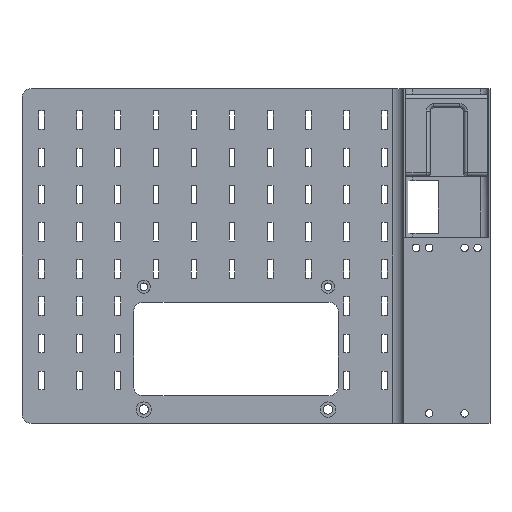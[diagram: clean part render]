
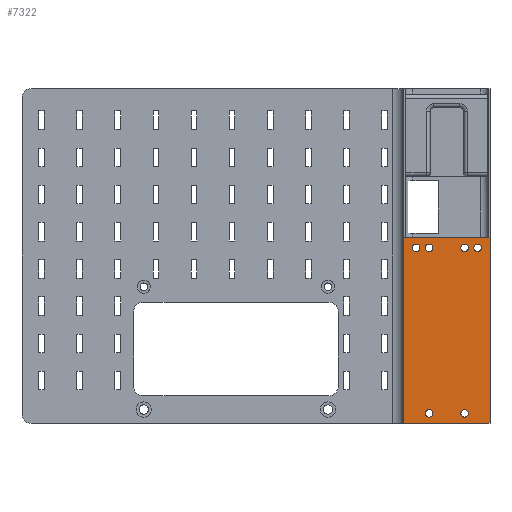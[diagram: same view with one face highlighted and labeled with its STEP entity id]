
A CAD part, front view. The second image highlights one B-rep face of the part: STEP entity #7322.
In plain terms, the highlighted planar face has unit normal (0, -1, 0).
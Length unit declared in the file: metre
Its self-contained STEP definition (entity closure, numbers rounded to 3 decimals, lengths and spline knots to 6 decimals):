
#123=CIRCLE('',#7732,0.002);
#124=CIRCLE('',#7734,0.002);
#125=CIRCLE('',#7736,0.002);
#126=CIRCLE('',#7738,0.002);
#127=CIRCLE('',#7740,0.002);
#128=CIRCLE('',#7742,0.002);
#298=ORIENTED_EDGE('',*,*,#2336,.T.);
#299=ORIENTED_EDGE('',*,*,#2329,.F.);
#300=ORIENTED_EDGE('',*,*,#2357,.F.);
#301=ORIENTED_EDGE('',*,*,#2349,.F.);
#302=ORIENTED_EDGE('',*,*,#2358,.F.);
#303=ORIENTED_EDGE('',*,*,#2323,.T.);
#304=ORIENTED_EDGE('',*,*,#2355,.T.);
#305=ORIENTED_EDGE('',*,*,#2354,.T.);
#306=ORIENTED_EDGE('',*,*,#2353,.T.);
#307=ORIENTED_EDGE('',*,*,#2352,.T.);
#308=ORIENTED_EDGE('',*,*,#2351,.T.);
#309=ORIENTED_EDGE('',*,*,#2356,.T.);
#2323=EDGE_CURVE('',#3364,#3363,#4051,.T.);
#2329=EDGE_CURVE('',#3368,#3369,#4057,.T.);
#2336=EDGE_CURVE('',#3363,#3369,#4063,.T.);
#2349=EDGE_CURVE('',#3358,#3386,#4064,.T.);
#2351=EDGE_CURVE('',#3387,#3387,#123,.T.);
#2352=EDGE_CURVE('',#3388,#3388,#124,.T.);
#2353=EDGE_CURVE('',#3389,#3389,#125,.T.);
#2354=EDGE_CURVE('',#3390,#3390,#126,.T.);
#2355=EDGE_CURVE('',#3391,#3391,#127,.T.);
#2356=EDGE_CURVE('',#3392,#3392,#128,.T.);
#2357=EDGE_CURVE('',#3386,#3368,#4065,.T.);
#2358=EDGE_CURVE('',#3364,#3358,#4066,.T.);
#3358=VERTEX_POINT('',#10099);
#3363=VERTEX_POINT('',#10111);
#3364=VERTEX_POINT('',#10113);
#3368=VERTEX_POINT('',#10123);
#3369=VERTEX_POINT('',#10125);
#3386=VERTEX_POINT('',#10176);
#3387=VERTEX_POINT('',#10180);
#3388=VERTEX_POINT('',#10183);
#3389=VERTEX_POINT('',#10186);
#3390=VERTEX_POINT('',#10189);
#3391=VERTEX_POINT('',#10192);
#3392=VERTEX_POINT('',#10195);
#4051=LINE('',#10112,#4969);
#4057=LINE('',#10124,#4975);
#4063=LINE('',#10137,#4981);
#4064=LINE('',#10175,#4982);
#4065=LINE('',#10197,#4983);
#4066=LINE('',#10198,#4984);
#4969=VECTOR('',#8220,1.);
#4975=VECTOR('',#8228,1.);
#4981=VECTOR('',#8238,1.);
#4982=VECTOR('',#8289,1.);
#4983=VECTOR('',#8318,1.);
#4984=VECTOR('',#8319,1.);
#5913=EDGE_LOOP('',(#298,#299,#300,#301,#302,#303));
#5914=EDGE_LOOP('',(#304));
#5915=EDGE_LOOP('',(#305));
#5916=EDGE_LOOP('',(#306));
#5917=EDGE_LOOP('',(#307));
#5918=EDGE_LOOP('',(#308));
#5919=EDGE_LOOP('',(#309));
#6473=FACE_BOUND('',#5913,.T.);
#6474=FACE_BOUND('',#5914,.T.);
#6475=FACE_BOUND('',#5915,.T.);
#6476=FACE_BOUND('',#5916,.T.);
#6477=FACE_BOUND('',#5917,.T.);
#6478=FACE_BOUND('',#5918,.T.);
#6479=FACE_BOUND('',#5919,.T.);
#6995=PLANE('',#7743);
#7322=ADVANCED_FACE('',(#6473,#6474,#6475,#6476,#6477,#6478,#6479),#6995,
 .F.);
#7732=AXIS2_PLACEMENT_3D('',#10179,#8294,#8295);
#7734=AXIS2_PLACEMENT_3D('',#10182,#8298,#8299);
#7736=AXIS2_PLACEMENT_3D('',#10185,#8302,#8303);
#7738=AXIS2_PLACEMENT_3D('',#10188,#8306,#8307);
#7740=AXIS2_PLACEMENT_3D('',#10191,#8310,#8311);
#7742=AXIS2_PLACEMENT_3D('',#10194,#8314,#8315);
#7743=AXIS2_PLACEMENT_3D('',#10196,#8316,#8317);
#8220=DIRECTION('',(0.,0.,-1.));
#8228=DIRECTION('',(0.,0.,-1.));
#8238=DIRECTION('',(1.,0.,0.));
#8289=DIRECTION('',(1.,0.,0.));
#8294=DIRECTION('',(0.,1.,0.));
#8295=DIRECTION('',(0.,0.,1.));
#8298=DIRECTION('',(0.,1.,0.));
#8299=DIRECTION('',(0.,0.,1.));
#8302=DIRECTION('',(0.,1.,0.));
#8303=DIRECTION('',(0.,0.,1.));
#8306=DIRECTION('',(0.,1.,0.));
#8307=DIRECTION('',(0.,0.,1.));
#8310=DIRECTION('',(0.,1.,0.));
#8311=DIRECTION('',(0.,0.,1.));
#8314=DIRECTION('',(0.,1.,0.));
#8315=DIRECTION('',(0.,0.,1.));
#8316=DIRECTION('',(0.,1.,0.));
#8317=DIRECTION('',(-1.,0.,0.));
#8318=DIRECTION('',(1.,0.,0.));
#8319=DIRECTION('',(1.,0.,0.));
#10099=CARTESIAN_POINT('',(0.080075,0.022593,0.14836));
#10111=CARTESIAN_POINT('',(0.075907,0.022593,0.048262));
#10112=CARTESIAN_POINT('',(0.075907,0.022593,0.088262));
#10113=CARTESIAN_POINT('',(0.075907,0.022593,0.14836));
#10123=CARTESIAN_POINT('',(0.122407,0.022593,0.14836));
#10124=CARTESIAN_POINT('',(0.122407,0.022593,0.098311));
#10125=CARTESIAN_POINT('',(0.122407,0.022593,0.048262));
#10137=CARTESIAN_POINT('',(0.099157,0.022593,0.048262));
#10175=CARTESIAN_POINT('',(0.119907,0.022593,0.14836));
#10176=CARTESIAN_POINT('',(0.118375,0.022593,0.14836));
#10179=CARTESIAN_POINT('',(0.108727,0.022593,0.053667));
#10180=CARTESIAN_POINT('',(0.108727,0.022593,0.055667));
#10182=CARTESIAN_POINT('',(0.089727,0.022593,0.142727));
#10183=CARTESIAN_POINT('',(0.089727,0.022593,0.144727));
#10185=CARTESIAN_POINT('',(0.108727,0.022593,0.142727));
#10186=CARTESIAN_POINT('',(0.108727,0.022593,0.144727));
#10188=CARTESIAN_POINT('',(0.115727,0.022593,0.142727));
#10189=CARTESIAN_POINT('',(0.115727,0.022593,0.144727));
#10191=CARTESIAN_POINT('',(0.082727,0.022593,0.142727));
#10192=CARTESIAN_POINT('',(0.082727,0.022593,0.144727));
#10194=CARTESIAN_POINT('',(0.089727,0.022593,0.053667));
#10195=CARTESIAN_POINT('',(0.089727,0.022593,0.055667));
#10196=CARTESIAN_POINT('',(-0.003409,0.022593,0.130949));
#10197=CARTESIAN_POINT('',(0.119907,0.022593,0.14836));
#10198=CARTESIAN_POINT('',(0.119907,0.022593,0.14836));
